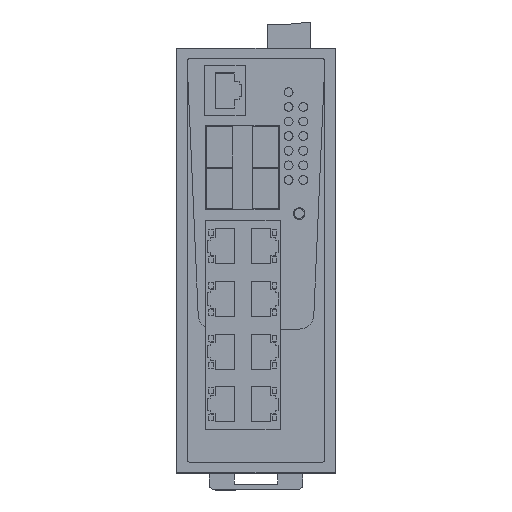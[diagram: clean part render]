
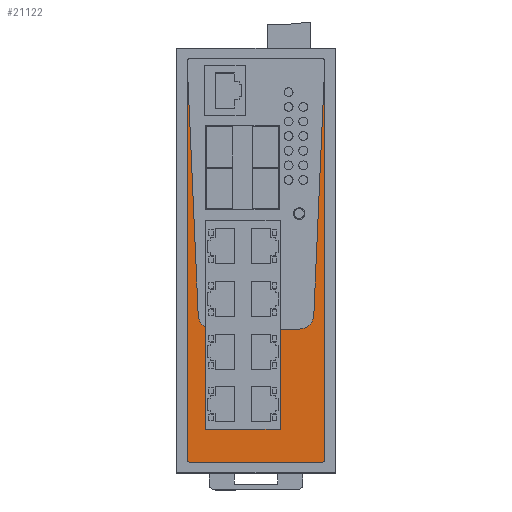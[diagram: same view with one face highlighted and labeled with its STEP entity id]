
A CAD part, top view. The second image highlights one B-rep face of the part: STEP entity #21122.
In plain terms, the highlighted planar face has unit normal (0, 0, 1).
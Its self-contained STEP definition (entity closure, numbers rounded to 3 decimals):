
#13943=AXIS2_PLACEMENT_3D('Plane Axis2P3D',#13940,#13941,#13942) ;
#17605=AXIS2_PLACEMENT_3D('Circle Axis2P3D',#17603,#17604,$) ;
#17651=AXIS2_PLACEMENT_3D('Circle Axis2P3D',#17649,#17650,$) ;
#21083=AXIS2_PLACEMENT_3D('Circle Axis2P3D',#21081,#21082,$) ;
#21097=AXIS2_PLACEMENT_3D('Circle Axis2P3D',#21095,#21096,$) ;
#13940=CARTESIAN_POINT('Axis2P3D Location',(0.95,77.95,119.3)) ;
#17482=CARTESIAN_POINT('Vertex',(9.95,55.448,119.3)) ;
#17485=CARTESIAN_POINT('Line Origine',(9.95,38.007,119.3)) ;
#17489=CARTESIAN_POINT('Vertex',(9.95,20.565,119.3)) ;
#17512=CARTESIAN_POINT('Line Origine',(22.665,20.565,119.3)) ;
#17516=CARTESIAN_POINT('Vertex',(35.38,20.565,119.3)) ;
#17537=CARTESIAN_POINT('Line Origine',(35.38,37.691,119.3)) ;
#17541=CARTESIAN_POINT('Vertex',(35.38,54.817,119.3)) ;
#17571=CARTESIAN_POINT('Line Origine',(38.649,54.817,119.3)) ;
#17575=CARTESIAN_POINT('Vertex',(41.917,54.817,119.3)) ;
#17603=CARTESIAN_POINT('Axis2P3D Location',(41.917,59.817,119.3)) ;
#17607=CARTESIAN_POINT('Vertex',(46.912,59.599,119.3)) ;
#17646=CARTESIAN_POINT('Vertex',(7.388,59.599,119.3)) ;
#17649=CARTESIAN_POINT('Axis2P3D Location',(12.383,59.817,119.3)) ;
#20912=CARTESIAN_POINT('Vertex',(3.6,146.35,119.3)) ;
#20915=CARTESIAN_POINT('Line Origine',(5.494,102.974,119.3)) ;
#20933=CARTESIAN_POINT('Line Origine',(48.806,102.974,119.3)) ;
#20937=CARTESIAN_POINT('Vertex',(50.7,146.35,119.3)) ;
#21074=CARTESIAN_POINT('Line Origine',(3.6,78.3,119.3)) ;
#21078=CARTESIAN_POINT('Vertex',(3.6,10.25,119.3)) ;
#21081=CARTESIAN_POINT('Axis2P3D Location',(4.6,10.25,119.3)) ;
#21085=CARTESIAN_POINT('Vertex',(4.6,9.25,119.3)) ;
#21088=CARTESIAN_POINT('Line Origine',(27.15,9.25,119.3)) ;
#21092=CARTESIAN_POINT('Vertex',(49.7,9.25,119.3)) ;
#21095=CARTESIAN_POINT('Axis2P3D Location',(49.7,10.25,119.3)) ;
#21099=CARTESIAN_POINT('Vertex',(50.7,10.25,119.3)) ;
#21102=CARTESIAN_POINT('Line Origine',(50.7,78.3,119.3)) ;
#13941=DIRECTION('Axis2P3D Direction',(0.,0.,1.)) ;
#13942=DIRECTION('Axis2P3D XDirection',(0.,-1.,0.)) ;
#17486=DIRECTION('Vector Direction',(0.,-1.,0.)) ;
#17513=DIRECTION('Vector Direction',(1.,0.,0.)) ;
#17538=DIRECTION('Vector Direction',(0.,1.,0.)) ;
#17572=DIRECTION('Vector Direction',(1.,0.,0.)) ;
#17604=DIRECTION('Axis2P3D Direction',(0.,0.,1.)) ;
#17650=DIRECTION('Axis2P3D Direction',(0.,0.,1.)) ;
#20916=DIRECTION('Vector Direction',(0.044,-0.999,0.)) ;
#20934=DIRECTION('Vector Direction',(0.044,0.999,0.)) ;
#21075=DIRECTION('Vector Direction',(0.,-1.,0.)) ;
#21082=DIRECTION('Axis2P3D Direction',(0.,0.,1.)) ;
#21089=DIRECTION('Vector Direction',(1.,0.,0.)) ;
#21096=DIRECTION('Axis2P3D Direction',(0.,0.,1.)) ;
#21103=DIRECTION('Vector Direction',(0.,1.,0.)) ;
#17487=VECTOR('Line Direction',#17486,1.) ;
#17514=VECTOR('Line Direction',#17513,1.) ;
#17539=VECTOR('Line Direction',#17538,1.) ;
#17573=VECTOR('Line Direction',#17572,1.) ;
#20917=VECTOR('Line Direction',#20916,1.) ;
#20935=VECTOR('Line Direction',#20934,1.) ;
#21076=VECTOR('Line Direction',#21075,1.) ;
#21090=VECTOR('Line Direction',#21089,1.) ;
#21104=VECTOR('Line Direction',#21103,1.) ;
#21108=ORIENTED_EDGE('',*,*,#17653,.F.) ;
#21109=ORIENTED_EDGE('',*,*,#20919,.F.) ;
#21110=ORIENTED_EDGE('',*,*,#21080,.T.) ;
#21111=ORIENTED_EDGE('',*,*,#21087,.T.) ;
#21112=ORIENTED_EDGE('',*,*,#21094,.T.) ;
#21113=ORIENTED_EDGE('',*,*,#21101,.T.) ;
#21114=ORIENTED_EDGE('',*,*,#21106,.T.) ;
#21115=ORIENTED_EDGE('',*,*,#20939,.F.) ;
#21116=ORIENTED_EDGE('',*,*,#17609,.F.) ;
#21117=ORIENTED_EDGE('',*,*,#17577,.F.) ;
#21118=ORIENTED_EDGE('',*,*,#17543,.F.) ;
#21119=ORIENTED_EDGE('',*,*,#17518,.F.) ;
#21120=ORIENTED_EDGE('',*,*,#17491,.F.) ;
#21122=ADVANCED_FACE('SWITCH',(#21121),#13944,.T.) ;
#17606=CIRCLE('generated circle',#17605,5.) ;
#17652=CIRCLE('generated circle',#17651,5.) ;
#21084=CIRCLE('generated circle',#21083,1.) ;
#21098=CIRCLE('generated circle',#21097,1.) ;
#17491=EDGE_CURVE('',#17483,#17490,#17488,.T.) ;
#17518=EDGE_CURVE('',#17490,#17517,#17515,.T.) ;
#17543=EDGE_CURVE('',#17517,#17542,#17540,.T.) ;
#17577=EDGE_CURVE('',#17542,#17576,#17574,.T.) ;
#17609=EDGE_CURVE('',#17576,#17608,#17606,.T.) ;
#17653=EDGE_CURVE('',#17647,#17483,#17652,.T.) ;
#20919=EDGE_CURVE('',#20913,#17647,#20918,.T.) ;
#20939=EDGE_CURVE('',#17608,#20938,#20936,.T.) ;
#21080=EDGE_CURVE('',#20913,#21079,#21077,.T.) ;
#21087=EDGE_CURVE('',#21079,#21086,#21084,.T.) ;
#21094=EDGE_CURVE('',#21086,#21093,#21091,.T.) ;
#21101=EDGE_CURVE('',#21093,#21100,#21098,.T.) ;
#21106=EDGE_CURVE('',#21100,#20938,#21105,.T.) ;
#21107=EDGE_LOOP('',(#21108,#21109,#21110,#21111,#21112,#21113,#21114,#21115,#21116,#21117,#21118,#21119,#21120)) ;
#21121=FACE_OUTER_BOUND('',#21107,.T.) ;
#17488=LINE('Line',#17485,#17487) ;
#17515=LINE('Line',#17512,#17514) ;
#17540=LINE('Line',#17537,#17539) ;
#17574=LINE('Line',#17571,#17573) ;
#20918=LINE('Line',#20915,#20917) ;
#20936=LINE('Line',#20933,#20935) ;
#21077=LINE('Line',#21074,#21076) ;
#21091=LINE('Line',#21088,#21090) ;
#21105=LINE('Line',#21102,#21104) ;
#13944=PLANE('',#13943) ;
#17483=VERTEX_POINT('',#17482) ;
#17490=VERTEX_POINT('',#17489) ;
#17517=VERTEX_POINT('',#17516) ;
#17542=VERTEX_POINT('',#17541) ;
#17576=VERTEX_POINT('',#17575) ;
#17608=VERTEX_POINT('',#17607) ;
#17647=VERTEX_POINT('',#17646) ;
#20913=VERTEX_POINT('',#20912) ;
#20938=VERTEX_POINT('',#20937) ;
#21079=VERTEX_POINT('',#21078) ;
#21086=VERTEX_POINT('',#21085) ;
#21093=VERTEX_POINT('',#21092) ;
#21100=VERTEX_POINT('',#21099) ;
